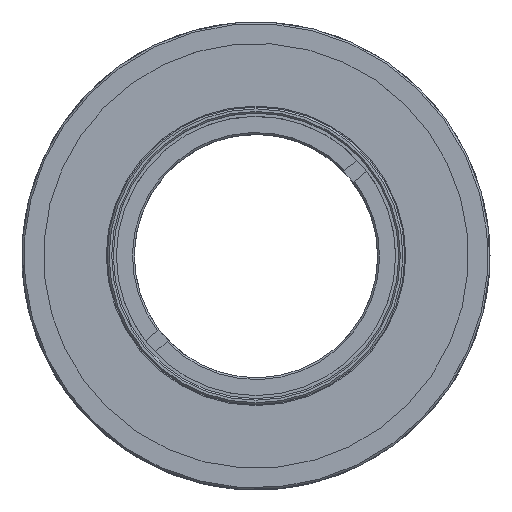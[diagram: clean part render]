
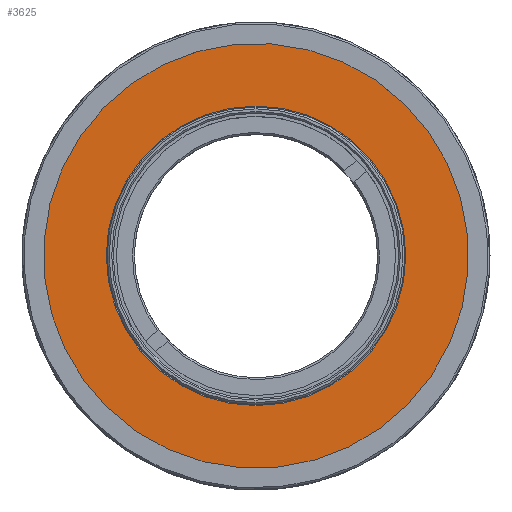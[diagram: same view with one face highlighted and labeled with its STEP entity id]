
A CAD part, top view. The second image highlights one B-rep face of the part: STEP entity #3625.
In plain terms, the highlighted planar face has unit normal (0, 0, 1).
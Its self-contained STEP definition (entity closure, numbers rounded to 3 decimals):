
#414=PLANE('',#3905);
#1010=ORIENTED_EDGE('',*,*,#1404,.T.);
#1011=ORIENTED_EDGE('',*,*,#1397,.F.);
#1397=EDGE_CURVE('',#1634,#1634,#1801,.T.);
#1404=EDGE_CURVE('',#1641,#1641,#1808,.T.);
#1634=VERTEX_POINT('',#5943);
#1641=VERTEX_POINT('',#5964);
#1801=CIRCLE('',#3892,22.7);
#1808=CIRCLE('',#3906,16.);
#2003=EDGE_LOOP('',(#1010));
#2004=EDGE_LOOP('',(#1011));
#2223=FACE_BOUND('',#2003,.T.);
#2224=FACE_BOUND('',#2004,.T.);
#3625=ADVANCED_FACE('',(#2223,#2224),#414,.F.);
#3892=AXIS2_PLACEMENT_3D('',#5942,#4512,#4513);
#3905=AXIS2_PLACEMENT_3D('',#5962,#4538,#4539);
#3906=AXIS2_PLACEMENT_3D('',#5963,#4540,#4541);
#4512=DIRECTION('',(0.,0.,-1.));
#4513=DIRECTION('',(-0.913,0.409,0.));
#4538=DIRECTION('',(0.,0.,-1.));
#4539=DIRECTION('',(0.,-1.,0.));
#4540=DIRECTION('',(0.,0.,-1.));
#4541=DIRECTION('',(0.,1.,0.));
#5942=CARTESIAN_POINT('',(0.,0.,15.6));
#5943=CARTESIAN_POINT('',(-20.714,9.285,15.6));
#5962=CARTESIAN_POINT('',(0.,0.,15.6));
#5963=CARTESIAN_POINT('',(0.,0.,15.6));
#5964=CARTESIAN_POINT('',(0.,16.,15.6));
